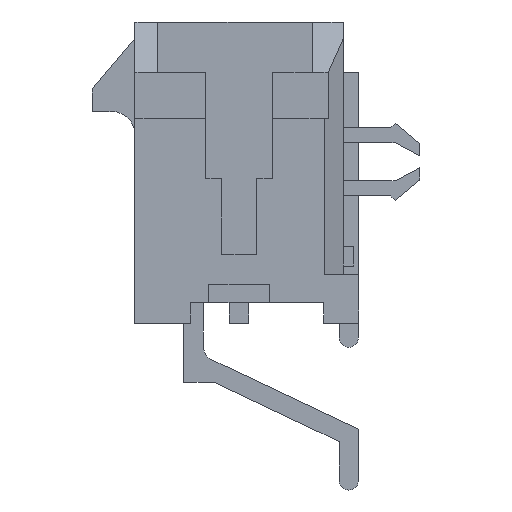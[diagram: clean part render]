
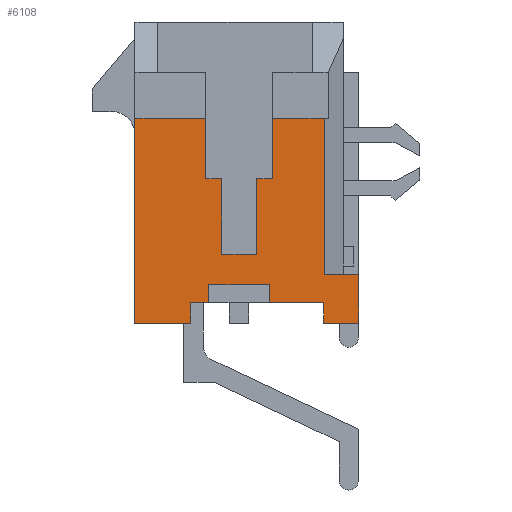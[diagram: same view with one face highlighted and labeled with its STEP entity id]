
A CAD part, left-side view. The second image highlights one B-rep face of the part: STEP entity #6108.
In plain terms, the highlighted planar face has unit normal (-1, 0, 0).
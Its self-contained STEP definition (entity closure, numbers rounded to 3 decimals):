
#1054=DIRECTION('',(0.,0.,-1.));
#1055=VECTOR('',#1054,1.98);
#1056=CARTESIAN_POINT('',(-6.575,-1.1,1.785));
#1057=LINE('',#1056,#1055);
#1058=DIRECTION('',(0.,1.,0.));
#1059=VECTOR('',#1058,1.698);
#1060=CARTESIAN_POINT('',(-6.575,-2.798,1.785));
#1061=LINE('',#1060,#1059);
#1062=DIRECTION('',(0.,0.,-1.));
#1063=VECTOR('',#1062,5.14);
#1064=CARTESIAN_POINT('',(-6.575,-2.798,1.785));
#1065=LINE('',#1064,#1063);
#1066=DIRECTION('',(0.,1.,0.));
#1067=VECTOR('',#1066,1.142);
#1068=CARTESIAN_POINT('',(-6.575,-3.94,-3.355));
#1069=LINE('',#1068,#1067);
#1070=DIRECTION('',(0.,0.,1.));
#1071=VECTOR('',#1070,1.6);
#1072=CARTESIAN_POINT('',(-6.575,-3.94,-4.955));
#1073=LINE('',#1072,#1071);
#1074=DIRECTION('',(0.,-1.,0.));
#1075=VECTOR('',#1074,1.16);
#1076=CARTESIAN_POINT('',(-6.575,-2.78,-4.955));
#1077=LINE('',#1076,#1075);
#1078=DIRECTION('',(0.,0.,-1.));
#1079=VECTOR('',#1078,0.67);
#1080=CARTESIAN_POINT('',(-6.575,-2.78,-4.285));
#1081=LINE('',#1080,#1079);
#1082=DIRECTION('',(0.,-1.,0.));
#1083=VECTOR('',#1082,1.78);
#1084=CARTESIAN_POINT('',(-6.575,-1.,-4.285));
#1085=LINE('',#1084,#1083);
#1086=DIRECTION('',(0.,0.,-1.));
#1087=VECTOR('',#1086,0.6);
#1088=CARTESIAN_POINT('',(-6.575,-1.,-3.685));
#1089=LINE('',#1088,#1087);
#1090=DIRECTION('',(0.,-1.,0.));
#1091=VECTOR('',#1090,2.);
#1092=CARTESIAN_POINT('',(-6.575,1.,-3.685));
#1093=LINE('',#1092,#1091);
#1094=DIRECTION('',(0.,0.,1.));
#1095=VECTOR('',#1094,0.6);
#1096=CARTESIAN_POINT('',(-6.575,1.,-4.285));
#1097=LINE('',#1096,#1095);
#1098=DIRECTION('',(0.,-1.,0.));
#1099=VECTOR('',#1098,0.6);
#1100=CARTESIAN_POINT('',(-6.575,1.6,-4.285));
#1101=LINE('',#1100,#1099);
#1102=DIRECTION('',(0.,0.,1.));
#1103=VECTOR('',#1102,0.67);
#1104=CARTESIAN_POINT('',(-6.575,1.6,-4.955));
#1105=LINE('',#1104,#1103);
#1106=DIRECTION('',(0.,-1.,0.));
#1107=VECTOR('',#1106,1.83);
#1108=CARTESIAN_POINT('',(-6.575,3.43,-4.955));
#1109=LINE('',#1108,#1107);
#1110=DIRECTION('',(0.,0.,-1.));
#1111=VECTOR('',#1110,6.74);
#1112=CARTESIAN_POINT('',(-6.575,3.43,1.785));
#1113=LINE('',#1112,#1111);
#1114=DIRECTION('',(0.,1.,0.));
#1115=VECTOR('',#1114,2.33);
#1116=CARTESIAN_POINT('',(-6.575,1.1,1.785));
#1117=LINE('',#1116,#1115);
#1118=DIRECTION('',(0.,0.,-1.));
#1119=VECTOR('',#1118,1.98);
#1120=CARTESIAN_POINT('',(-6.575,1.1,1.785));
#1121=LINE('',#1120,#1119);
#1122=DIRECTION('',(0.,1.,0.));
#1123=VECTOR('',#1122,0.525);
#1124=CARTESIAN_POINT('',(-6.575,0.575,-0.195));
#1125=LINE('',#1124,#1123);
#1126=DIRECTION('',(0.,0.,1.));
#1127=VECTOR('',#1126,2.5);
#1128=CARTESIAN_POINT('',(-6.575,0.575,-2.695));
#1129=LINE('',#1128,#1127);
#1130=DIRECTION('',(0.,1.,0.));
#1131=VECTOR('',#1130,1.15);
#1132=CARTESIAN_POINT('',(-6.575,-0.575,-2.695));
#1133=LINE('',#1132,#1131);
#1134=DIRECTION('',(0.,0.,-1.));
#1135=VECTOR('',#1134,2.5);
#1136=CARTESIAN_POINT('',(-6.575,-0.575,-0.195));
#1137=LINE('',#1136,#1135);
#1138=DIRECTION('',(0.,1.,0.));
#1139=VECTOR('',#1138,0.525);
#1140=CARTESIAN_POINT('',(-6.575,-1.1,-0.195));
#1141=LINE('',#1140,#1139);
#3733=CARTESIAN_POINT('',(-6.575,1.,-4.285));
#3734=VERTEX_POINT('',#3733);
#3735=CARTESIAN_POINT('',(-6.575,-1.,-4.285));
#3736=VERTEX_POINT('',#3735);
#3737=CARTESIAN_POINT('',(-6.575,1.,-3.685));
#3738=VERTEX_POINT('',#3737);
#3739=CARTESIAN_POINT('',(-6.575,-1.,-3.685));
#3740=VERTEX_POINT('',#3739);
#3789=CARTESIAN_POINT('',(-6.575,-1.1,-0.195));
#3790=VERTEX_POINT('',#3789);
#3791=CARTESIAN_POINT('',(-6.575,-0.575,-0.195));
#3792=VERTEX_POINT('',#3791);
#3793=CARTESIAN_POINT('',(-6.575,0.575,-0.195));
#3794=VERTEX_POINT('',#3793);
#3795=CARTESIAN_POINT('',(-6.575,1.1,-0.195));
#3796=VERTEX_POINT('',#3795);
#4097=CARTESIAN_POINT('',(-6.575,-0.575,-2.695));
#4098=VERTEX_POINT('',#4097);
#4099=CARTESIAN_POINT('',(-6.575,0.575,-2.695));
#4100=VERTEX_POINT('',#4099);
#4479=CARTESIAN_POINT('',(-6.575,-2.78,-4.285));
#4480=CARTESIAN_POINT('',(-6.575,-2.78,-4.955));
#4481=VERTEX_POINT('',#4479);
#4482=VERTEX_POINT('',#4480);
#4483=CARTESIAN_POINT('',(-6.575,-3.94,-4.955));
#4484=VERTEX_POINT('',#4483);
#4485=CARTESIAN_POINT('',(-6.575,3.43,1.785));
#4486=CARTESIAN_POINT('',(-6.575,3.43,-4.955));
#4487=VERTEX_POINT('',#4485);
#4488=VERTEX_POINT('',#4486);
#4489=CARTESIAN_POINT('',(-6.575,1.6,-4.955));
#4490=VERTEX_POINT('',#4489);
#4491=CARTESIAN_POINT('',(-6.575,1.6,-4.285));
#4492=VERTEX_POINT('',#4491);
#4499=CARTESIAN_POINT('',(-6.575,-1.1,1.785));
#4500=VERTEX_POINT('',#4499);
#4501=CARTESIAN_POINT('',(-6.575,1.1,1.785));
#4502=VERTEX_POINT('',#4501);
#4511=CARTESIAN_POINT('',(-6.575,-2.798,-3.355));
#4512=VERTEX_POINT('',#4511);
#4517=CARTESIAN_POINT('',(-6.575,-3.94,-3.355));
#4518=VERTEX_POINT('',#4517);
#4519=CARTESIAN_POINT('',(-6.575,-2.798,1.785));
#4520=VERTEX_POINT('',#4519);
#6065=CARTESIAN_POINT('',(-6.575,0.,0.));
#6066=DIRECTION('',(-1.,0.,0.));
#6067=DIRECTION('',(0.,1.,0.));
#6068=AXIS2_PLACEMENT_3D('',#6065,#6066,#6067);
#6069=PLANE('',#6068);
#6071=ORIENTED_EDGE('',*,*,#6070,.F.);
#6073=ORIENTED_EDGE('',*,*,#6072,.F.);
#6075=ORIENTED_EDGE('',*,*,#6074,.T.);
#6077=ORIENTED_EDGE('',*,*,#6076,.F.);
#6079=ORIENTED_EDGE('',*,*,#6078,.F.);
#6081=ORIENTED_EDGE('',*,*,#6080,.F.);
#6083=ORIENTED_EDGE('',*,*,#6082,.F.);
#6084=ORIENTED_EDGE('',*,*,#4949,.F.);
#6086=ORIENTED_EDGE('',*,*,#6085,.F.);
#6088=ORIENTED_EDGE('',*,*,#6087,.F.);
#6090=ORIENTED_EDGE('',*,*,#6089,.F.);
#6091=ORIENTED_EDGE('',*,*,#4941,.F.);
#6092=ORIENTED_EDGE('',*,*,#4914,.F.);
#6093=ORIENTED_EDGE('',*,*,#5276,.F.);
#6094=ORIENTED_EDGE('',*,*,#5472,.F.);
#6096=ORIENTED_EDGE('',*,*,#6095,.F.);
#6098=ORIENTED_EDGE('',*,*,#6097,.T.);
#6100=ORIENTED_EDGE('',*,*,#6099,.F.);
#6101=ORIENTED_EDGE('',*,*,#6058,.F.);
#6102=ORIENTED_EDGE('',*,*,#5945,.F.);
#6103=ORIENTED_EDGE('',*,*,#6016,.F.);
#6105=ORIENTED_EDGE('',*,*,#6104,.F.);
#6106=EDGE_LOOP('',(#6071,#6073,#6075,#6077,#6079,#6081,#6083,#6084,#6086,#6088,
#6090,#6091,#6092,#6093,#6094,#6096,#6098,#6100,#6101,#6102,#6103,#6105));
#6107=FACE_OUTER_BOUND('',#6106,.F.);
#6108=ADVANCED_FACE('',(#6107),#6069,.T.);
#4914=EDGE_CURVE('',#4490,#4492,#1105,.T.);
#4941=EDGE_CURVE('',#4492,#3734,#1101,.T.);
#4949=EDGE_CURVE('',#3736,#4481,#1085,.T.);
#5276=EDGE_CURVE('',#4488,#4490,#1109,.T.);
#5472=EDGE_CURVE('',#4487,#4488,#1113,.T.);
#5945=EDGE_CURVE('',#4098,#4100,#1133,.T.);
#6016=EDGE_CURVE('',#3792,#4098,#1137,.T.);
#6058=EDGE_CURVE('',#4100,#3794,#1129,.T.);
#6070=EDGE_CURVE('',#4500,#3790,#1057,.T.);
#6072=EDGE_CURVE('',#4520,#4500,#1061,.T.);
#6074=EDGE_CURVE('',#4520,#4512,#1065,.T.);
#6076=EDGE_CURVE('',#4518,#4512,#1069,.T.);
#6078=EDGE_CURVE('',#4484,#4518,#1073,.T.);
#6080=EDGE_CURVE('',#4482,#4484,#1077,.T.);
#6082=EDGE_CURVE('',#4481,#4482,#1081,.T.);
#6085=EDGE_CURVE('',#3740,#3736,#1089,.T.);
#6087=EDGE_CURVE('',#3738,#3740,#1093,.T.);
#6089=EDGE_CURVE('',#3734,#3738,#1097,.T.);
#6095=EDGE_CURVE('',#4502,#4487,#1117,.T.);
#6097=EDGE_CURVE('',#4502,#3796,#1121,.T.);
#6099=EDGE_CURVE('',#3794,#3796,#1125,.T.);
#6104=EDGE_CURVE('',#3790,#3792,#1141,.T.);
